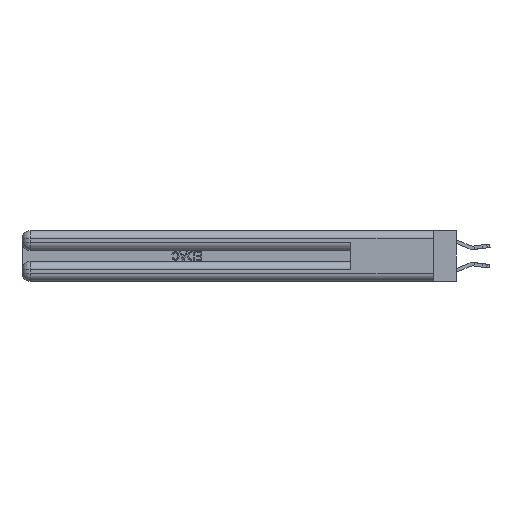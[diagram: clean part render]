
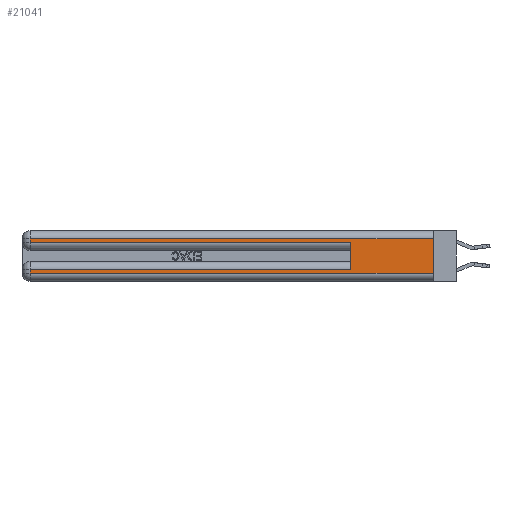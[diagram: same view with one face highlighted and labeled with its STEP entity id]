
A CAD part, left-side view. The second image highlights one B-rep face of the part: STEP entity #21041.
In plain terms, the highlighted planar face has unit normal (-1, 0, 0).
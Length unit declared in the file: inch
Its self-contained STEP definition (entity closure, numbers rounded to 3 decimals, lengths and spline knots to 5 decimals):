
#184 = DIRECTION ( 'NONE',  ( 0., 0., 1. ) ) ;
#465 = PLANE ( 'NONE',  #7434 ) ;
#880 = LINE ( 'NONE', #21473, #1576 ) ;
#1093 = CARTESIAN_POINT ( 'NONE',  ( 0., 0., 0.285 ) ) ;
#1438 = VERTEX_POINT ( 'NONE', #15740 ) ;
#1576 = VECTOR ( 'NONE', #14752, 39.37008 ) ;
#2283 = LINE ( 'NONE', #12400, #19458 ) ;
#2388 = EDGE_CURVE ( 'NONE', #8384, #1438, #18489, .T. ) ;
#2716 = VECTOR ( 'NONE', #21551, 39.37008 ) ;
#3445 = LINE ( 'NONE', #19319, #2716 ) ;
#3478 = EDGE_CURVE ( 'NONE', #4240, #23132, #2283, .T. ) ;
#3480 = DIRECTION ( 'NONE',  ( 0., 0., -1. ) ) ;
#3513 = EDGE_CURVE ( 'NONE', #13923, #11836, #880, .T. ) ;
#3656 = LINE ( 'NONE', #26944, #14888 ) ;
#4240 = VERTEX_POINT ( 'NONE', #17443 ) ;
#4557 = ORIENTED_EDGE ( 'NONE', *, *, #20741, .T. ) ;
#5262 = ORIENTED_EDGE ( 'NONE', *, *, #3478, .T. ) ;
#5714 = DIRECTION ( 'NONE',  ( 0., 0., -1. ) ) ;
#6049 = DIRECTION ( 'NONE',  ( 0., -1., 0. ) ) ;
#7249 = CARTESIAN_POINT ( 'NONE',  ( 0., 0., 0.37 ) ) ;
#7434 = AXIS2_PLACEMENT_3D ( 'NONE', #7249, #22881, #9513 ) ;
#7745 = ORIENTED_EDGE ( 'NONE', *, *, #18145, .T. ) ;
#8037 = EDGE_CURVE ( 'NONE', #13923, #18302, #8452, .T. ) ;
#8130 = VECTOR ( 'NONE', #26573, 39.37008 ) ;
#8384 = VERTEX_POINT ( 'NONE', #16087 ) ;
#8452 = LINE ( 'NONE', #25716, #25506 ) ;
#8875 = LINE ( 'NONE', #21700, #25939 ) ;
#9513 = DIRECTION ( 'NONE',  ( 0., 0., -1. ) ) ;
#9842 = ORIENTED_EDGE ( 'NONE', *, *, #22823, .F. ) ;
#11836 = VERTEX_POINT ( 'NONE', #21463 ) ;
#12400 = CARTESIAN_POINT ( 'NONE',  ( 0., 2.94, 0.37 ) ) ;
#13923 = VERTEX_POINT ( 'NONE', #24529 ) ;
#14075 = LINE ( 'NONE', #19904, #8130 ) ;
#14538 = DIRECTION ( 'NONE',  ( 0., -1., 0. ) ) ;
#14752 = DIRECTION ( 'NONE',  ( 0., 1., 0. ) ) ;
#14888 = VECTOR ( 'NONE', #184, 39.37008 ) ;
#15740 = CARTESIAN_POINT ( 'NONE',  ( 0., 0.6, 0.285 ) ) ;
#16087 = CARTESIAN_POINT ( 'NONE',  ( 0., 2.94, 0.285 ) ) ;
#17192 = ORIENTED_EDGE ( 'NONE', *, *, #23837, .T. ) ;
#17443 = CARTESIAN_POINT ( 'NONE',  ( 0., 2.94, 0.085 ) ) ;
#18133 = FACE_OUTER_BOUND ( 'NONE', #27695, .T. ) ;
#18145 = EDGE_CURVE ( 'NONE', #11836, #8384, #14075, .T. ) ;
#18239 = ORIENTED_EDGE ( 'NONE', *, *, #8037, .F. ) ;
#18302 = VERTEX_POINT ( 'NONE', #27041 ) ;
#18489 = LINE ( 'NONE', #1093, #28194 ) ;
#19319 = CARTESIAN_POINT ( 'NONE',  ( 0., 0., 0.085 ) ) ;
#19458 = VECTOR ( 'NONE', #5714, 39.37008 ) ;
#19904 = CARTESIAN_POINT ( 'NONE',  ( 0., 2.94, 0.37 ) ) ;
#20741 = EDGE_CURVE ( 'NONE', #22071, #4240, #3445, .T. ) ;
#21041 = ADVANCED_FACE ( 'NONE', ( #18133 ), #465, .F. ) ;
#21237 = CARTESIAN_POINT ( 'NONE',  ( 0., 2.94, 0.06 ) ) ;
#21463 = CARTESIAN_POINT ( 'NONE',  ( 0., 2.94, 0.31 ) ) ;
#21473 = CARTESIAN_POINT ( 'NONE',  ( 0., 0., 0.31 ) ) ;
#21551 = DIRECTION ( 'NONE',  ( 0., 1., 0. ) ) ;
#21700 = CARTESIAN_POINT ( 'NONE',  ( 0., 0., 0.06 ) ) ;
#22071 = VERTEX_POINT ( 'NONE', #24461 ) ;
#22823 = EDGE_CURVE ( 'NONE', #22071, #1438, #3656, .T. ) ;
#22881 = DIRECTION ( 'NONE',  ( 1., 0., 0. ) ) ;
#23132 = VERTEX_POINT ( 'NONE', #21237 ) ;
#23837 = EDGE_CURVE ( 'NONE', #23132, #18302, #8875, .T. ) ;
#24133 = ORIENTED_EDGE ( 'NONE', *, *, #3513, .T. ) ;
#24461 = CARTESIAN_POINT ( 'NONE',  ( 0., 0.6, 0.085 ) ) ;
#24529 = CARTESIAN_POINT ( 'NONE',  ( 0., 0., 0.31 ) ) ;
#25506 = VECTOR ( 'NONE', #3480, 39.37008 ) ;
#25508 = ORIENTED_EDGE ( 'NONE', *, *, #2388, .T. ) ;
#25716 = CARTESIAN_POINT ( 'NONE',  ( 0., 0., 0.37 ) ) ;
#25939 = VECTOR ( 'NONE', #6049, 39.37008 ) ;
#26573 = DIRECTION ( 'NONE',  ( 0., 0., -1. ) ) ;
#26944 = CARTESIAN_POINT ( 'NONE',  ( 0., 0.6, 0.145 ) ) ;
#27041 = CARTESIAN_POINT ( 'NONE',  ( 0., 0., 0.06 ) ) ;
#27695 = EDGE_LOOP ( 'NONE', ( #18239, #24133, #7745, #25508, #9842, #4557, #5262, #17192 ) ) ;
#28194 = VECTOR ( 'NONE', #14538, 39.37008 ) ;
